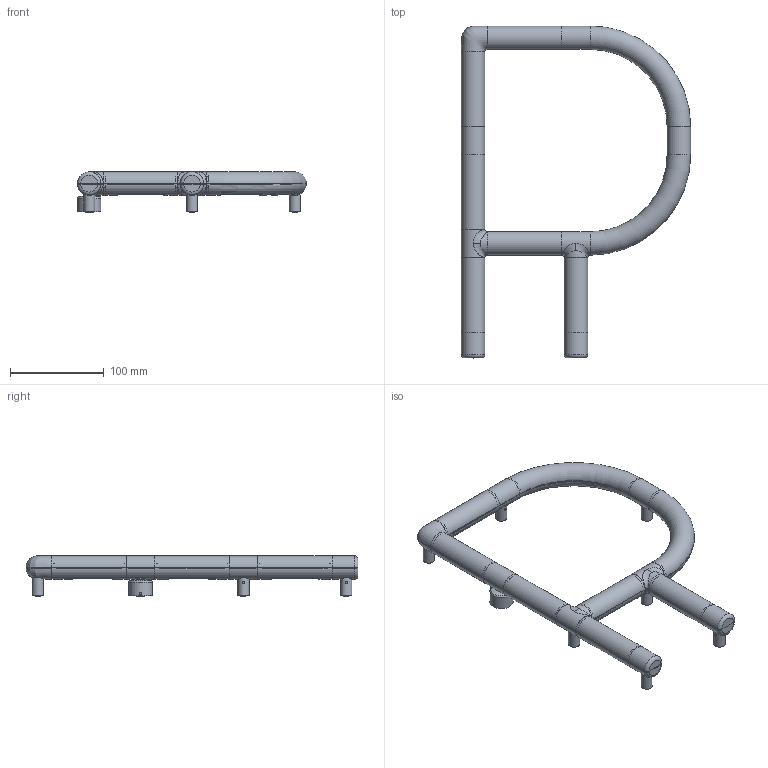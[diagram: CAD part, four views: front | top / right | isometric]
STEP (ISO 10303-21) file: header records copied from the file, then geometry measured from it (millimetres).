
FILE_DESCRIPTION(/* description */ (''),/* implementation_level */ '2;1');
FILE_NAME(/* name */ '1215R00_--A.O.L. L.M. LETTERA R.stp',/* time_stamp */ '2023-07-26T14:43:15+02:00',/* author */ (''),/* organization */ (''),/* preprocessor_version */ 'ST-DEVELOPER v19.3',/* originating_system */ 'SIEMENS PLM Software NX2212.5000',/* authorisation */ '');
FILE_SCHEMA (('AUTOMOTIVE_DESIGN { 1 0 10303 214 3 1 1 1 }'));
Length unit declared in the file: millimetre
Products named in the file (1): -_objects
Bounding box: 244.83 x 354.75 x 43 mm (x, y, z)
Volume: 230170.5 mm3; surface area: 202306 mm2
Topology: 48 solids, 48 shells, 3065 faces, 8062 edges, 5222 vertices
Faces by surface type: plane 1143, cylinder 668, cone 529, bspline 441, torus 284
Full cylindrical faces by diameter (mm): 1.5 x32, 2 x2, 2.05 x9, 2.125 x16, 2.7 x16, 3.2 x7, 4 x1, 4.1 x7, 5.3 x7, 6.8 x7, 7.6 x7, 8.4 x1, 9 x7, 10 x1, 12 x9, 17.6 x1, 19.4 x1, 21.6 x2, 22 x1, 25 x1
Entity records: 135866 total; most frequent: CARTESIAN_POINT 62288, ORIENTED_EDGE 15336, DIRECTION 15122, EDGE_CURVE 7668, AXIS2_PLACEMENT_3D 5854, VERTEX_POINT 5088, EDGE_LOOP 3582, LINE 3414
